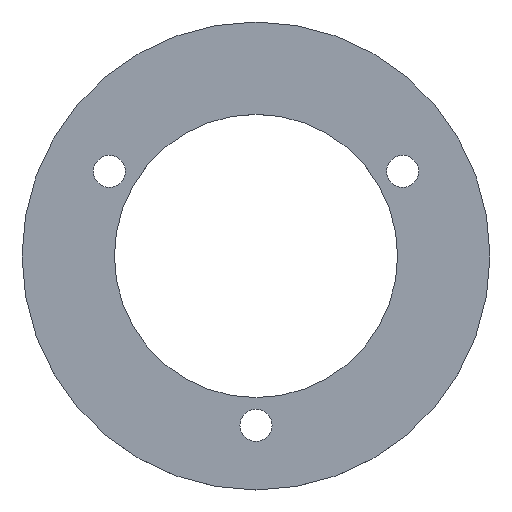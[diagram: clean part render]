
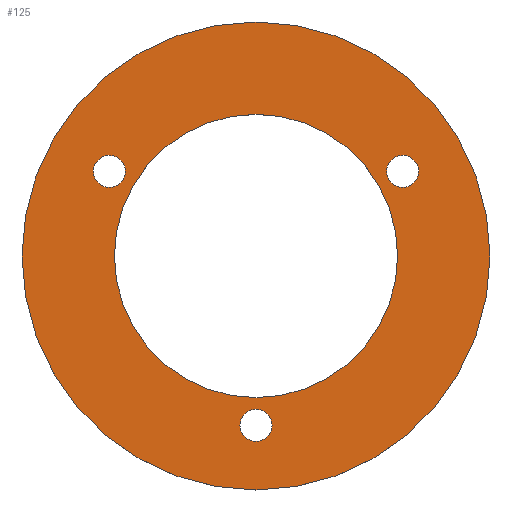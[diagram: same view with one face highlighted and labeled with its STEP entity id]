
A CAD part, top view. The second image highlights one B-rep face of the part: STEP entity #125.
In plain terms, the highlighted planar face has unit normal (0, 0, 1).
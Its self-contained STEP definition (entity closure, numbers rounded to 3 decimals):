
#5 = AXIS2_PLACEMENT_3D ( 'NONE', #334, #330, #329 ) ;
#10 = AXIS2_PLACEMENT_3D ( 'NONE', #281, #277, #276 ) ;
#16 = AXIS2_PLACEMENT_3D ( 'NONE', #310, #309, #308 ) ;
#19 = AXIS2_PLACEMENT_3D ( 'NONE', #316, #315, #314 ) ;
#39 = AXIS2_PLACEMENT_3D ( 'NONE', #263, #262, #261 ) ;
#41 = AXIS2_PLACEMENT_3D ( 'NONE', #290, #286, #285 ) ;
#46 = AXIS2_PLACEMENT_3D ( 'NONE', #275, #274, #273 ) ;
#49 = AXIS2_PLACEMENT_3D ( 'NONE', #337, #336, #335 ) ;
#124 = EDGE_CURVE ( 'NONE', #431, #419, #170, .T. ) ;
#125 = ADVANCED_FACE ( 'NONE', ( #215, #218, #223, #226, #224 ), #369, .T. ) ;
#126 = EDGE_CURVE ( 'NONE', #419, #431, #163, .T. ) ;
#135 = EDGE_CURVE ( 'NONE', #418, #420, #187, .T. ) ;
#137 = EDGE_CURVE ( 'NONE', #424, #428, #198, .T. ) ;
#142 = EDGE_CURVE ( 'NONE', #417, #429, #183, .T. ) ;
#144 = EDGE_CURVE ( 'NONE', #420, #418, #194, .T. ) ;
#152 = EDGE_CURVE ( 'NONE', #428, #424, #184, .T. ) ;
#155 = EDGE_CURVE ( 'NONE', #427, #432, #197, .T. ) ;
#156 = EDGE_CURVE ( 'NONE', #429, #417, #192, .T. ) ;
#160 = EDGE_CURVE ( 'NONE', #432, #427, #191, .T. ) ;
#163 = CIRCLE ( 'NONE', #227, 1.3 ) ;
#170 = CIRCLE ( 'NONE', #214, 1.3 ) ;
#183 = CIRCLE ( 'NONE', #19, 1.3 ) ;
#184 = CIRCLE ( 'NONE', #41, 19. ) ;
#187 = CIRCLE ( 'NONE', #49, 11.5 ) ;
#191 = CIRCLE ( 'NONE', #39, 1.3 ) ;
#192 = CIRCLE ( 'NONE', #46, 1.3 ) ;
#194 = CIRCLE ( 'NONE', #16, 11.5 ) ;
#197 = CIRCLE ( 'NONE', #10, 1.3 ) ;
#198 = CIRCLE ( 'NONE', #5, 19. ) ;
#203 = DIRECTION ( 'NONE',  ( 0., 0., 1. ) ) ;
#206 = CARTESIAN_POINT ( 'NONE',  ( 11.908, 6.875, 0. ) ) ;
#210 = AXIS2_PLACEMENT_3D ( 'NONE', #368, #367, #366 ) ;
#214 = AXIS2_PLACEMENT_3D ( 'NONE', #206, #203, #370 ) ;
#215 = FACE_BOUND ( 'NONE', #383, .T. ) ;
#218 = FACE_BOUND ( 'NONE', #382, .T. ) ;
#223 = FACE_BOUND ( 'NONE', #381, .T. ) ;
#224 = FACE_OUTER_BOUND ( 'NONE', #379, .T. ) ;
#226 = FACE_BOUND ( 'NONE', #380, .T. ) ;
#227 = AXIS2_PLACEMENT_3D ( 'NONE', #365, #364, #363 ) ;
#229 = CARTESIAN_POINT ( 'NONE',  ( -10.608, 6.875, 0. ) ) ;
#230 = CARTESIAN_POINT ( 'NONE',  ( 13.208, 6.875, 0. ) ) ;
#232 = CARTESIAN_POINT ( 'NONE',  ( 1.3, -13.75, 0. ) ) ;
#233 = CARTESIAN_POINT ( 'NONE',  ( 19., 0., 0. ) ) ;
#234 = CARTESIAN_POINT ( 'NONE',  ( -13.208, 6.875, 0. ) ) ;
#237 = CARTESIAN_POINT ( 'NONE',  ( -19., 0., 0. ) ) ;
#242 = CARTESIAN_POINT ( 'NONE',  ( -11.5, 0., 0. ) ) ;
#243 = CARTESIAN_POINT ( 'NONE',  ( 10.608, 6.875, 0. ) ) ;
#244 = CARTESIAN_POINT ( 'NONE',  ( 11.5, 0., 0. ) ) ;
#245 = CARTESIAN_POINT ( 'NONE',  ( -1.3, -13.75, 0. ) ) ;
#261 = DIRECTION ( 'NONE',  ( 1., 0., 0. ) ) ;
#262 = DIRECTION ( 'NONE',  ( 0., 0., 1. ) ) ;
#263 = CARTESIAN_POINT ( 'NONE',  ( -11.908, 6.875, 0. ) ) ;
#273 = DIRECTION ( 'NONE',  ( 1., 0., 0. ) ) ;
#274 = DIRECTION ( 'NONE',  ( 0., 0., 1. ) ) ;
#275 = CARTESIAN_POINT ( 'NONE',  ( 0., -13.75, 0. ) ) ;
#276 = DIRECTION ( 'NONE',  ( 1., 0., 0. ) ) ;
#277 = DIRECTION ( 'NONE',  ( 0., 0., 1. ) ) ;
#281 = CARTESIAN_POINT ( 'NONE',  ( -11.908, 6.875, 0. ) ) ;
#285 = DIRECTION ( 'NONE',  ( 1., 0., 0. ) ) ;
#286 = DIRECTION ( 'NONE',  ( 0., 0., 1. ) ) ;
#290 = CARTESIAN_POINT ( 'NONE',  ( 0., 0., 0. ) ) ;
#308 = DIRECTION ( 'NONE',  ( 1., 0., 0. ) ) ;
#309 = DIRECTION ( 'NONE',  ( 0., 0., 1. ) ) ;
#310 = CARTESIAN_POINT ( 'NONE',  ( 0., 0., 0. ) ) ;
#314 = DIRECTION ( 'NONE',  ( 1., 0., 0. ) ) ;
#315 = DIRECTION ( 'NONE',  ( 0., 0., 1. ) ) ;
#316 = CARTESIAN_POINT ( 'NONE',  ( 0., -13.75, 0. ) ) ;
#329 = DIRECTION ( 'NONE',  ( 1., 0., 0. ) ) ;
#330 = DIRECTION ( 'NONE',  ( 0., 0., 1. ) ) ;
#334 = CARTESIAN_POINT ( 'NONE',  ( 0., 0., 0. ) ) ;
#335 = DIRECTION ( 'NONE',  ( 1., 0., 0. ) ) ;
#336 = DIRECTION ( 'NONE',  ( 0., 0., 1. ) ) ;
#337 = CARTESIAN_POINT ( 'NONE',  ( 0., 0., 0. ) ) ;
#363 = DIRECTION ( 'NONE',  ( 1., 0., 0. ) ) ;
#364 = DIRECTION ( 'NONE',  ( 0., 0., 1. ) ) ;
#365 = CARTESIAN_POINT ( 'NONE',  ( 11.908, 6.875, 0. ) ) ;
#366 = DIRECTION ( 'NONE',  ( 1., 0., 0. ) ) ;
#367 = DIRECTION ( 'NONE',  ( 0., 0., 1. ) ) ;
#368 = CARTESIAN_POINT ( 'NONE',  ( 0., 0., 0. ) ) ;
#369 = PLANE ( 'NONE',  #210 ) ;
#370 = DIRECTION ( 'NONE',  ( 1., 0., 0. ) ) ;
#379 = EDGE_LOOP ( 'NONE', ( #394, #408 ) ) ;
#380 = EDGE_LOOP ( 'NONE', ( #396, #470 ) ) ;
#381 = EDGE_LOOP ( 'NONE', ( #399, #393 ) ) ;
#382 = EDGE_LOOP ( 'NONE', ( #397, #395 ) ) ;
#383 = EDGE_LOOP ( 'NONE', ( #446, #398 ) ) ;
#393 = ORIENTED_EDGE ( 'NONE', *, *, #155, .F. ) ;
#394 = ORIENTED_EDGE ( 'NONE', *, *, #152, .T. ) ;
#395 = ORIENTED_EDGE ( 'NONE', *, *, #126, .F. ) ;
#396 = ORIENTED_EDGE ( 'NONE', *, *, #135, .F. ) ;
#397 = ORIENTED_EDGE ( 'NONE', *, *, #124, .F. ) ;
#398 = ORIENTED_EDGE ( 'NONE', *, *, #142, .F. ) ;
#399 = ORIENTED_EDGE ( 'NONE', *, *, #160, .F. ) ;
#408 = ORIENTED_EDGE ( 'NONE', *, *, #137, .T. ) ;
#417 = VERTEX_POINT ( 'NONE', #245 ) ;
#418 = VERTEX_POINT ( 'NONE', #244 ) ;
#419 = VERTEX_POINT ( 'NONE', #243 ) ;
#420 = VERTEX_POINT ( 'NONE', #242 ) ;
#424 = VERTEX_POINT ( 'NONE', #237 ) ;
#427 = VERTEX_POINT ( 'NONE', #234 ) ;
#428 = VERTEX_POINT ( 'NONE', #233 ) ;
#429 = VERTEX_POINT ( 'NONE', #232 ) ;
#431 = VERTEX_POINT ( 'NONE', #230 ) ;
#432 = VERTEX_POINT ( 'NONE', #229 ) ;
#446 = ORIENTED_EDGE ( 'NONE', *, *, #156, .F. ) ;
#470 = ORIENTED_EDGE ( 'NONE', *, *, #144, .F. ) ;
